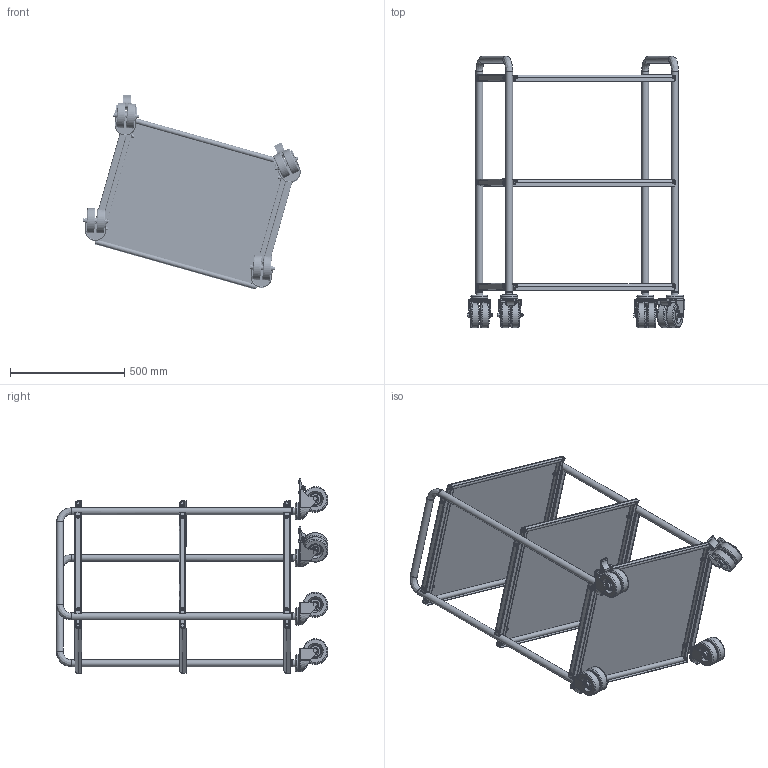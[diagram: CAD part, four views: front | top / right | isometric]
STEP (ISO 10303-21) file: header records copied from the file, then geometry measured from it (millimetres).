
FILE_DESCRIPTION(('FreeCAD Model'),'2;1');
FILE_NAME('Open CASCADE Shape Model','2025-04-29T18:06:30',('FreeCAD'),( 'FreeCAD'),'Open CASCADE STEP processor 7.6','FreeCAD','Unknown');
FILE_SCHEMA(('AUTOMOTIVE_DESIGN { 1 0 10303 214 1 1 1 1 }'));
Products named in the file (1): Open CASCADE STEP translator 7.6 1
Bounding box: 951.96 x 1188.83 x 853.78 mm (x, y, z)
Volume: 8549660.9 mm3; surface area: 5782404.3 mm2
Topology: 95 solids, 95 shells, 2108 faces, 5680 edges, 3852 vertices
Faces by surface type: bspline 2108
Entity records: 148744 total; most frequent: CARTESIAN_POINT 117297, ORIENTED_EDGE 11336, EDGE_CURVE 5668, VERTEX_POINT 3852, B_SPLINE_CURVE_WITH_KNOTS 2520, FACE_BOUND 2438, EDGE_LOOP 2438, ADVANCED_FACE 2108
